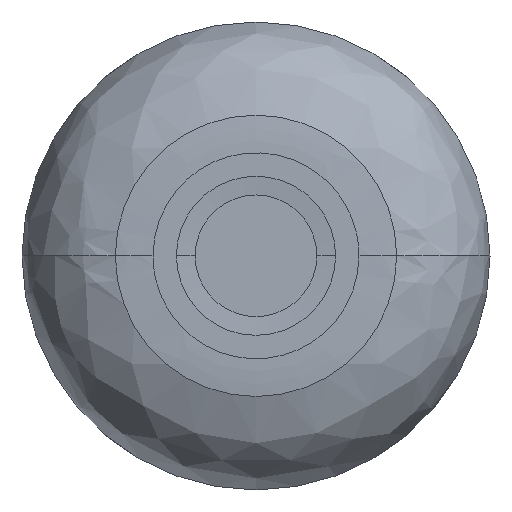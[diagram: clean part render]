
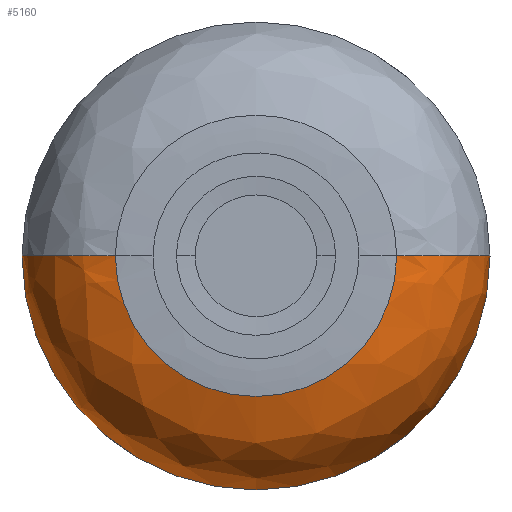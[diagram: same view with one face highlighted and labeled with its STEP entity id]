
A CAD part, top view. The second image highlights one B-rep face of the part: STEP entity #5160.
In plain terms, the highlighted free-form (B-spline) face has degree [3, 3] with [4, 4] control points.
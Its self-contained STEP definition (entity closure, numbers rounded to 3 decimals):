
#88 = DIRECTION ( 'NONE',  ( -1., 0., 0. ) ) ;
#157 = DIRECTION ( 'NONE',  ( -1., 0., 0. ) ) ;
#462 = CARTESIAN_POINT ( 'NONE',  ( 15., 0., -3.373 ) ) ;
#512 = DIRECTION ( 'NONE',  ( 0., 0., -1. ) ) ;
#585 = CARTESIAN_POINT ( 'NONE',  ( 8.1, 0., -7. ) ) ;
#607 = ORIENTED_EDGE ( 'NONE', *, *, #1307, .T. ) ;
#1217 = CARTESIAN_POINT ( 'NONE',  ( 15., -30., -7. ) ) ;
#1258 = CARTESIAN_POINT ( 'NONE',  ( -9.016, -18.032, -0.161 ) ) ;
#1307 = EDGE_CURVE ( 'NONE', #4729, #7730, #4722, .T. ) ;
#1548 = ORIENTED_EDGE ( 'NONE', *, *, #1549, .T. ) ;
#1549 = EDGE_CURVE ( 'NONE', #2888, #8384, #9147, .T. ) ;
#1640 = CIRCLE ( 'NONE', #7175, 6.9 ) ;
#1808 = EDGE_CURVE ( 'NONE', #8384, #4729, #8059, .T. ) ;
#1951 = FACE_OUTER_BOUND ( 'NONE', #5407, .T. ) ;
#1997 = CARTESIAN_POINT ( 'NONE',  ( -12.611, 0., -0.643 ) ) ;
#2729 = CARTESIAN_POINT ( 'NONE',  ( 12.611, 0., -0.643 ) ) ;
#2888 = VERTEX_POINT ( 'NONE', #3124 ) ;
#3124 = CARTESIAN_POINT ( 'NONE',  ( -15., 0., -7. ) ) ;
#3318 = CARTESIAN_POINT ( 'NONE',  ( 9.016, 0., -0.161 ) ) ;
#3475 = CARTESIAN_POINT ( 'NONE',  ( 15., -30., -3.373 ) ) ;
#3527 = DIRECTION ( 'NONE',  ( -1., 0., 0. ) ) ;
#3598 = DIRECTION ( 'NONE',  ( 0., -1., 0. ) ) ;
#3775 = AXIS2_PLACEMENT_3D ( 'NONE', #585, #3598, #6623 ) ;
#3842 = CARTESIAN_POINT ( 'NONE',  ( -8.1, 0., -7. ) ) ;
#3916 = CARTESIAN_POINT ( 'NONE',  ( 0., 0., -7. ) ) ;
#4230 = CARTESIAN_POINT ( 'NONE',  ( -15., -30., -7. ) ) ;
#4272 = CARTESIAN_POINT ( 'NONE',  ( -9.016, 0., -0.161 ) ) ;
#4722 = CIRCLE ( 'NONE', #5974, 9.016 ) ;
#4729 = VERTEX_POINT ( 'NONE', #3318 ) ;
#4892 = AXIS2_PLACEMENT_3D ( 'NONE', #3916, #6937, #157 ) ;
#5016 = CARTESIAN_POINT ( 'NONE',  ( 9.016, 0., -0.161 ) ) ;
#5160 = ADVANCED_FACE ( 'NONE', ( #1951 ), #7831, .T. ) ;
#5407 = EDGE_LOOP ( 'NONE', ( #1548, #8564, #607, #8356 ) ) ;
#5757 = CARTESIAN_POINT ( 'NONE',  ( 12.611, -25.223, -0.643 ) ) ;
#5974 = AXIS2_PLACEMENT_3D ( 'NONE', #7297, #512, #3527 ) ;
#6494 = CARTESIAN_POINT ( 'NONE',  ( -15., -30., -3.373 ) ) ;
#6623 = DIRECTION ( 'NONE',  ( 1., 0., 0. ) ) ;
#6754 = CARTESIAN_POINT ( 'NONE',  ( 15., 0., -7. ) ) ;
#6868 = DIRECTION ( 'NONE',  ( 0., 1., 0. ) ) ;
#6937 = DIRECTION ( 'NONE',  ( 0., 0., 1. ) ) ;
#7175 = AXIS2_PLACEMENT_3D ( 'NONE', #3842, #6868, #88 ) ;
#7251 = CARTESIAN_POINT ( 'NONE',  ( -15., 0., -7. ) ) ;
#7297 = CARTESIAN_POINT ( 'NONE',  ( 0., 0., -0.161 ) ) ;
#7482 = EDGE_CURVE ( 'NONE', #2888, #7730, #1640, .T. ) ;
#7730 = VERTEX_POINT ( 'NONE', #7880 ) ;
#7831 =( BOUNDED_SURFACE ( )  B_SPLINE_SURFACE ( 3, 3, ( 
 ( #8001, #1217, #4230, #7251 ),
 ( #462, #3475, #6494, #9505 ),
 ( #2729, #5757, #8783, #1997 ),
 ( #5016, #8043, #1258, #4272 ) ),
 .UNSPECIFIED., .F., .F., .F. ) 
 B_SPLINE_SURFACE_WITH_KNOTS ( ( 4, 4 ),
 ( 4, 4 ),
 ( 0., 1. ),
 ( 0., 1. ),
 .UNSPECIFIED. ) 
 GEOMETRIC_REPRESENTATION_ITEM ( )  RATIONAL_B_SPLINE_SURFACE ( (
 ( 1., 0.333, 0.333, 1.),
 ( 0.835, 0.278, 0.278, 0.835),
 ( 0.835, 0.278, 0.278, 0.835),
 ( 1., 0.333, 0.333, 1.) ) ) 
 REPRESENTATION_ITEM ( '' )  SURFACE ( )  );
#7880 = CARTESIAN_POINT ( 'NONE',  ( -9.016, 0., -0.161 ) ) ;
#8001 = CARTESIAN_POINT ( 'NONE',  ( 15., 0., -7. ) ) ;
#8043 = CARTESIAN_POINT ( 'NONE',  ( 9.016, -18.032, -0.161 ) ) ;
#8059 = CIRCLE ( 'NONE', #3775, 6.9 ) ;
#8356 = ORIENTED_EDGE ( 'NONE', *, *, #7482, .F. ) ;
#8384 = VERTEX_POINT ( 'NONE', #6754 ) ;
#8564 = ORIENTED_EDGE ( 'NONE', *, *, #1808, .T. ) ;
#8783 = CARTESIAN_POINT ( 'NONE',  ( -12.611, -25.223, -0.643 ) ) ;
#9147 = CIRCLE ( 'NONE', #4892, 15. ) ;
#9505 = CARTESIAN_POINT ( 'NONE',  ( -15., 0., -3.373 ) ) ;
